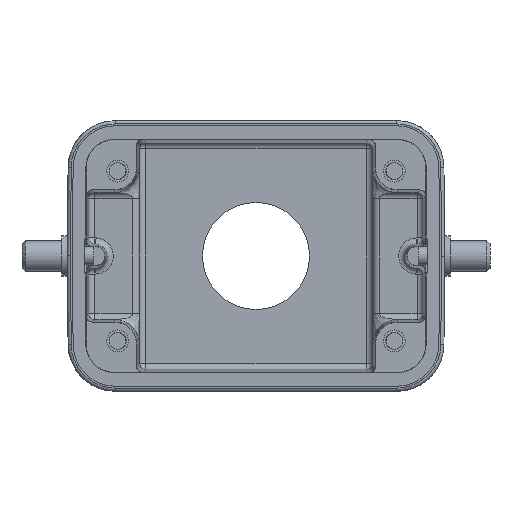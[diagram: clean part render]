
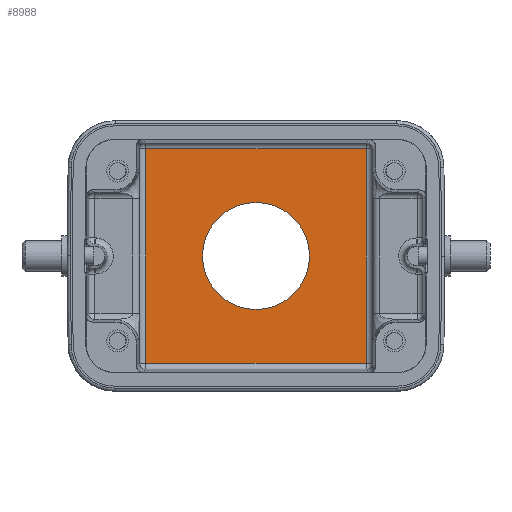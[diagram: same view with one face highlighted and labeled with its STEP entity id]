
A CAD part, front view. The second image highlights one B-rep face of the part: STEP entity #8988.
In plain terms, the highlighted planar face has unit normal (0, -1, 0).
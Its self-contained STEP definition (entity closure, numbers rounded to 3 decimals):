
#1404=CARTESIAN_POINT('',(0.,37.,0.));
#1405=DIRECTION('',(0.,-1.,0.));
#1406=DIRECTION('',(1.,0.,0.));
#1407=AXIS2_PLACEMENT_3D('',#1404,#1405,#1406);
#1409=CARTESIAN_POINT('',(0.,37.,0.));
#1410=DIRECTION('',(0.,-1.,0.));
#1411=DIRECTION('',(-1.,0.,0.));
#1412=AXIS2_PLACEMENT_3D('',#1409,#1410,#1411);
#1414=DIRECTION('',(1.,0.,0.));
#1415=VECTOR('',#1414,35.064);
#1416=CARTESIAN_POINT('',(-17.532,37.,-17.032));
#1417=LINE('',#1416,#1415);
#2443=DIRECTION('',(-1.,0.,0.));
#2444=VECTOR('',#2443,35.064);
#2445=CARTESIAN_POINT('',(17.532,37.,17.032));
#2446=LINE('',#2445,#2444);
#2466=DIRECTION('',(0.,0.,1.));
#2467=VECTOR('',#2466,34.064);
#2468=CARTESIAN_POINT('',(17.532,37.,-17.032));
#2469=LINE('',#2468,#2467);
#2474=DIRECTION('',(0.,0.,-1.));
#2475=VECTOR('',#2474,34.064);
#2476=CARTESIAN_POINT('',(-17.532,37.,17.032));
#2477=LINE('',#2476,#2475);
#5874=CARTESIAN_POINT('',(-8.5,37.,0.));
#5875=VERTEX_POINT('',#5874);
#5876=CARTESIAN_POINT('',(8.5,37.,0.));
#5877=VERTEX_POINT('',#5876);
#5878=CARTESIAN_POINT('',(-17.532,37.,-17.032));
#5879=CARTESIAN_POINT('',(17.532,37.,-17.032));
#5880=VERTEX_POINT('',#5878);
#5881=VERTEX_POINT('',#5879);
#5882=CARTESIAN_POINT('',(-17.532,37.,17.032));
#5883=VERTEX_POINT('',#5882);
#5884=CARTESIAN_POINT('',(17.532,37.,17.032));
#5885=VERTEX_POINT('',#5884);
#8969=CARTESIAN_POINT('',(0.,37.,0.));
#8970=DIRECTION('',(0.,-1.,0.));
#8971=DIRECTION('',(1.,0.,0.));
#8972=AXIS2_PLACEMENT_3D('',#8969,#8970,#8971);
#8973=PLANE('',#8972);
#8975=ORIENTED_EDGE('',*,*,#8974,.F.);
#8977=ORIENTED_EDGE('',*,*,#8976,.F.);
#8979=ORIENTED_EDGE('',*,*,#8978,.F.);
#8981=ORIENTED_EDGE('',*,*,#8980,.F.);
#8982=EDGE_LOOP('',(#8975,#8977,#8979,#8981));
#8983=FACE_OUTER_BOUND('',#8982,.F.);
#8984=ORIENTED_EDGE('',*,*,#8949,.T.);
#8985=ORIENTED_EDGE('',*,*,#8963,.T.);
#8986=EDGE_LOOP('',(#8984,#8985));
#8987=FACE_BOUND('',#8986,.F.);
#8988=ADVANCED_FACE('',(#8983,#8987),#8973,.T.);
#1408=CIRCLE('',#1407,8.5);
#1413=CIRCLE('',#1412,8.5);
#8949=EDGE_CURVE('',#5877,#5875,#1408,.T.);
#8963=EDGE_CURVE('',#5875,#5877,#1413,.T.);
#8974=EDGE_CURVE('',#5880,#5881,#1417,.T.);
#8976=EDGE_CURVE('',#5883,#5880,#2477,.T.);
#8978=EDGE_CURVE('',#5885,#5883,#2446,.T.);
#8980=EDGE_CURVE('',#5881,#5885,#2469,.T.);
